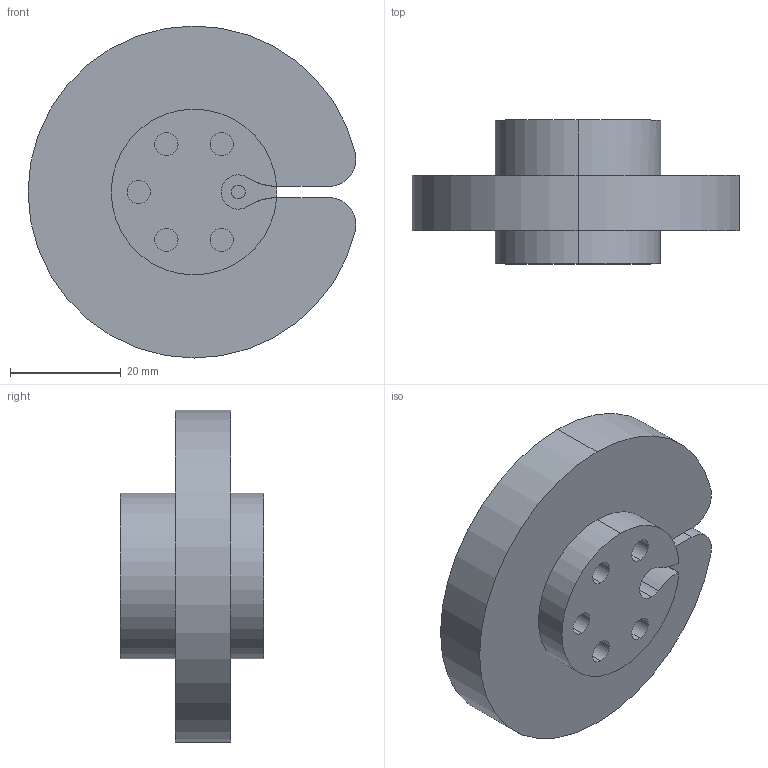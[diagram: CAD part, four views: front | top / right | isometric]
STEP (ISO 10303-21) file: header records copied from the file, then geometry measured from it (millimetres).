
FILE_DESCRIPTION (( 'STEP AP214' ), '1' );
FILE_NAME ('Êä³ö¶Ë.STEP', '2025-10-24T05:44:15', ( '' ), ( '' ), 'SwSTEP 2.0', 'SolidWorks 2023', '' );
FILE_SCHEMA (( 'AUTOMOTIVE_DESIGN' ));
Length unit declared in the file: millimetre
Products named in the file (1): 输出端
Bounding box: 59.25 x 26 x 60 mm (x, y, z)
Volume: 36866.5 mm3; surface area: 11068 mm2
Topology: 1 solids, 1 shells, 60 faces, 136 edges, 90 vertices
Faces by surface type: cylinder 41, plane 19
Entity records: 1755 total; most frequent: DIRECTION 346, CARTESIAN_POINT 287, ORIENTED_EDGE 272, AXIS2_PLACEMENT_3D 149, EDGE_CURVE 136, VERTEX_POINT 90, CIRCLE 88, EDGE_LOOP 72
